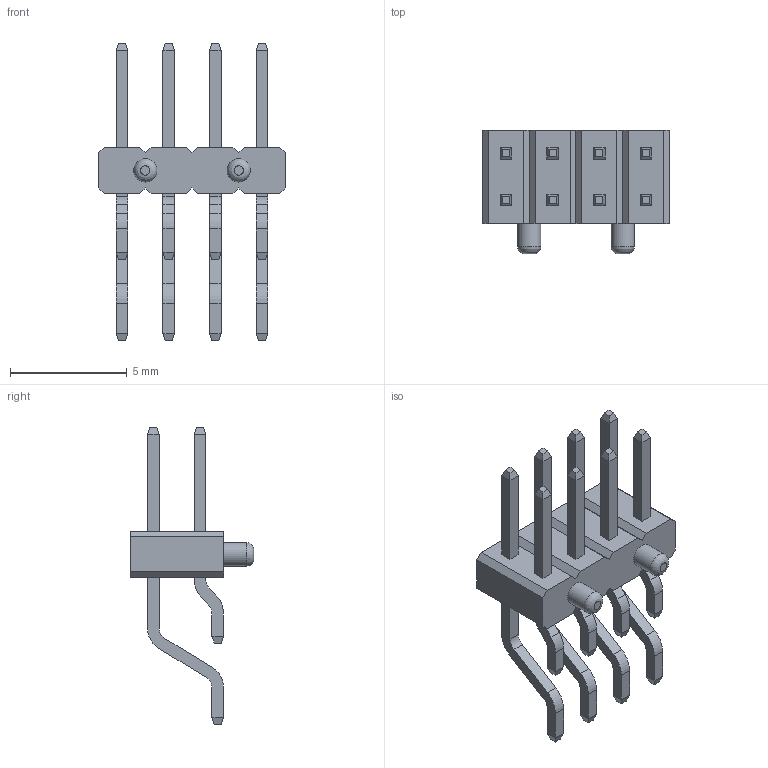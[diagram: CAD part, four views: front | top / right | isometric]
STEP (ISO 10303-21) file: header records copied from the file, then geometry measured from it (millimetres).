
FILE_DESCRIPTION(/* description */ (''),/* implementation_level */ '2;1');
FILE_NAME(/* name */ '7353-08-2-11-xx-10-xx.stp',/* time_stamp */ '2025-07-17T13:21:54+02:00',/* author */ ('andreas.larin'),/* organization */ (''),/* preprocessor_version */ 'ST-DEVELOPER v20',/* originating_system */ 'Autodesk Inventor 2025',/* authorisation */ '');
FILE_SCHEMA (('AUTOMOTIVE_DESIGN { 1 0 10303 214 3 1 1 }'));
Length unit declared in the file: millimetre
Products named in the file (4): 7353-08-2-11-xx-10-xx; 7353-Body1; 7353-Body2; 7353-Body2_1
Assembly tree (9 placements, depth 2):
  7353-08-2-11-xx-10-xx
    7353-Body1
    7353-Body2  x4
    7353-Body2_1  x4
Bounding box: 8 x 5.3 x 12.75 mm (x, y, z)
Volume: 83.5 mm3; surface area: 337 mm2
Topology: 9 solids, 9 shells, 242 faces, 602 edges, 380 vertices
Faces by surface type: plane 206, cylinder 34, bspline 2
Full cylindrical faces by diameter (mm): 1 x2
Entity records: 3601 total; most frequent: CARTESIAN_POINT 653, ORIENTED_EDGE 580, DIRECTION 558, EDGE_CURVE 290, LINE 264, VECTOR 264, VERTEX_POINT 188, AXIS2_PLACEMENT_3D 147
